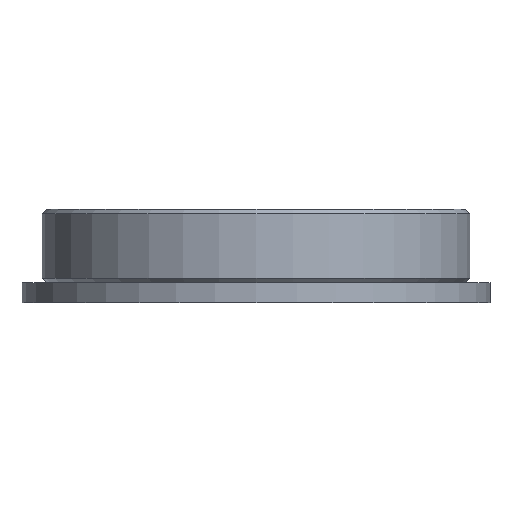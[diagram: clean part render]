
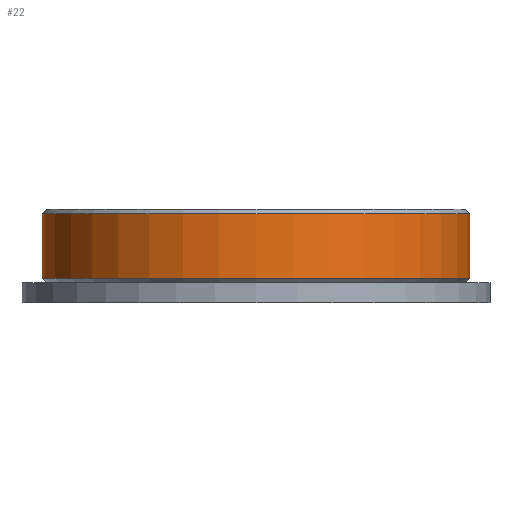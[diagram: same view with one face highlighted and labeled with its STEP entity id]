
A CAD part, front view. The second image highlights one B-rep face of the part: STEP entity #22.
In plain terms, the highlighted cylindrical face has radius 16 mm (diameter 32 mm), a partial arc.
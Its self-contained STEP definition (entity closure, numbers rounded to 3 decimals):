
#17 = CIRCLE ( 'NONE', #915, 16. ) ;
#19 = CARTESIAN_POINT ( 'NONE',  ( 0., 0., -1.65 ) ) ;
#22 = ADVANCED_FACE ( 'NONE', ( #1371 ), #415, .T. ) ;
#31 = LINE ( 'NONE', #197, #1680 ) ;
#197 = CARTESIAN_POINT ( 'NONE',  ( -16., 0., 3.5 ) ) ;
#219 = AXIS2_PLACEMENT_3D ( 'NONE', #710, #1263, #1645 ) ;
#261 = DIRECTION ( 'NONE',  ( 0., 0., 1. ) ) ;
#306 = ORIENTED_EDGE ( 'NONE', *, *, #1530, .F. ) ;
#309 = DIRECTION ( 'NONE',  ( 0., 0., 1. ) ) ;
#383 = EDGE_CURVE ( 'NONE', #1377, #499, #31, .T. ) ;
#414 = DIRECTION ( 'NONE',  ( 1., 0., 0. ) ) ;
#415 = CYLINDRICAL_SURFACE ( 'NONE', #219, 16. ) ;
#447 = CARTESIAN_POINT ( 'NONE',  ( -16., 0., 3.15 ) ) ;
#499 = VERTEX_POINT ( 'NONE', #447 ) ;
#570 = CARTESIAN_POINT ( 'NONE',  ( -16., 0., -1.65 ) ) ;
#598 = VERTEX_POINT ( 'NONE', #747 ) ;
#700 = ORIENTED_EDGE ( 'NONE', *, *, #846, .T. ) ;
#710 = CARTESIAN_POINT ( 'NONE',  ( 0., 0., 3.5 ) ) ;
#726 = CARTESIAN_POINT ( 'NONE',  ( 0., 0., 3.15 ) ) ;
#747 = CARTESIAN_POINT ( 'NONE',  ( 16., 0., 3.15 ) ) ;
#803 = DIRECTION ( 'NONE',  ( 0., 0., 1. ) ) ;
#843 = VERTEX_POINT ( 'NONE', #1470 ) ;
#846 = EDGE_CURVE ( 'NONE', #843, #598, #1197, .T. ) ;
#915 = AXIS2_PLACEMENT_3D ( 'NONE', #19, #803, #414 ) ;
#942 = VECTOR ( 'NONE', #261, 1000. ) ;
#945 = ORIENTED_EDGE ( 'NONE', *, *, #1327, .T. ) ;
#1032 = CIRCLE ( 'NONE', #1295, 16. ) ;
#1048 = CARTESIAN_POINT ( 'NONE',  ( 16., 0., 3.5 ) ) ;
#1197 = LINE ( 'NONE', #1048, #942 ) ;
#1263 = DIRECTION ( 'NONE',  ( 0., 0., 1. ) ) ;
#1269 = ORIENTED_EDGE ( 'NONE', *, *, #383, .F. ) ;
#1295 = AXIS2_PLACEMENT_3D ( 'NONE', #726, #309, #1394 ) ;
#1327 = EDGE_CURVE ( 'NONE', #1377, #843, #17, .T. ) ;
#1371 = FACE_OUTER_BOUND ( 'NONE', #1674, .T. ) ;
#1377 = VERTEX_POINT ( 'NONE', #570 ) ;
#1394 = DIRECTION ( 'NONE',  ( 1., 0., 0. ) ) ;
#1470 = CARTESIAN_POINT ( 'NONE',  ( 16., 0., -1.65 ) ) ;
#1520 = DIRECTION ( 'NONE',  ( 0., 0., 1. ) ) ;
#1530 = EDGE_CURVE ( 'NONE', #499, #598, #1032, .T. ) ;
#1645 = DIRECTION ( 'NONE',  ( 1., 0., 0. ) ) ;
#1674 = EDGE_LOOP ( 'NONE', ( #1269, #945, #700, #306 ) ) ;
#1680 = VECTOR ( 'NONE', #1520, 1000. ) ;
